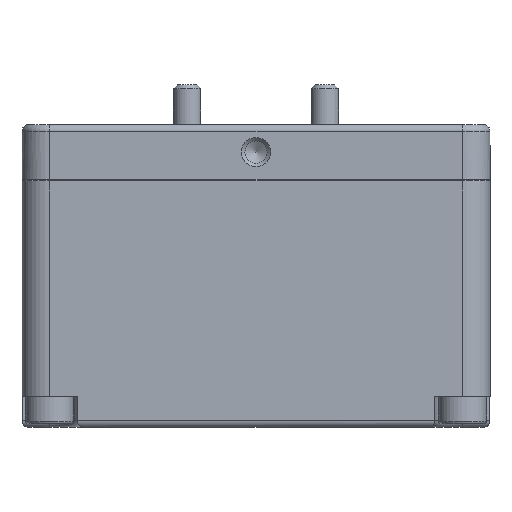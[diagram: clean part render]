
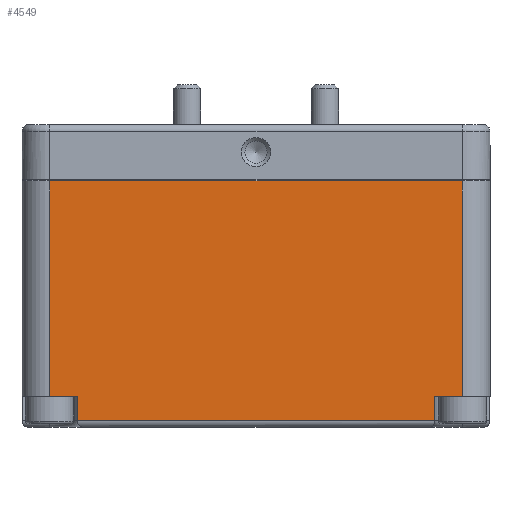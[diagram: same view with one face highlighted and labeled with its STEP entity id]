
A CAD part, left-side view. The second image highlights one B-rep face of the part: STEP entity #4549.
In plain terms, the highlighted planar face has unit normal (-1, 0, 0).
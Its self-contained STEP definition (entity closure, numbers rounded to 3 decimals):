
#337=PLANE('',#5044);
#573=FACE_OUTER_BOUND('',#874,.T.);
#874=EDGE_LOOP('',(#3967,#3968,#3969,#3970,#3971,#3972,#3973,#3974));
#1214=LINE('',#7524,#1594);
#1256=LINE('',#7666,#1636);
#1258=LINE('',#7670,#1638);
#1259=LINE('',#7672,#1639);
#1260=LINE('',#7674,#1640);
#1261=LINE('',#7676,#1641);
#1262=LINE('',#7678,#1642);
#1263=LINE('',#7679,#1643);
#1594=VECTOR('',#6126,10.);
#1636=VECTOR('',#6296,10.);
#1638=VECTOR('',#6300,10.);
#1639=VECTOR('',#6301,10.);
#1640=VECTOR('',#6302,10.);
#1641=VECTOR('',#6303,10.);
#1642=VECTOR('',#6304,10.);
#1643=VECTOR('',#6305,10.);
#2265=VERTEX_POINT('',#7522);
#2266=VERTEX_POINT('',#7523);
#2302=VERTEX_POINT('',#7665);
#2303=VERTEX_POINT('',#7669);
#2304=VERTEX_POINT('',#7671);
#2305=VERTEX_POINT('',#7673);
#2306=VERTEX_POINT('',#7675);
#2307=VERTEX_POINT('',#7677);
#2804=EDGE_CURVE('',#2265,#2266,#1214,.T.);
#2876=EDGE_CURVE('',#2302,#2266,#1256,.T.);
#2878=EDGE_CURVE('',#2265,#2303,#1258,.T.);
#2879=EDGE_CURVE('',#2303,#2304,#1259,.T.);
#2880=EDGE_CURVE('',#2305,#2304,#1260,.T.);
#2881=EDGE_CURVE('',#2306,#2305,#1261,.T.);
#2882=EDGE_CURVE('',#2307,#2306,#1262,.T.);
#2883=EDGE_CURVE('',#2307,#2302,#1263,.T.);
#3967=ORIENTED_EDGE('',*,*,#2804,.F.);
#3968=ORIENTED_EDGE('',*,*,#2878,.T.);
#3969=ORIENTED_EDGE('',*,*,#2879,.T.);
#3970=ORIENTED_EDGE('',*,*,#2880,.F.);
#3971=ORIENTED_EDGE('',*,*,#2881,.F.);
#3972=ORIENTED_EDGE('',*,*,#2882,.F.);
#3973=ORIENTED_EDGE('',*,*,#2883,.T.);
#3974=ORIENTED_EDGE('',*,*,#2876,.T.);
#4549=ADVANCED_FACE('',(#573),#337,.T.);
#5044=AXIS2_PLACEMENT_3D('',#7668,#6298,#6299);
#6126=DIRECTION('',(0.,1.,0.));
#6296=DIRECTION('',(0.,0.,-1.));
#6298=DIRECTION('center_axis',(-1.,0.,0.));
#6299=DIRECTION('ref_axis',(0.,-1.,0.));
#6300=DIRECTION('',(0.,0.,1.));
#6301=DIRECTION('',(0.,-1.,0.));
#6302=DIRECTION('',(0.,0.,-1.));
#6303=DIRECTION('',(0.,-1.,0.));
#6304=DIRECTION('',(0.,0.,1.));
#6305=DIRECTION('',(0.,-1.,0.));
#7522=CARTESIAN_POINT('',(-67.5,-26.,1.));
#7523=CARTESIAN_POINT('',(-67.5,26.,1.));
#7524=CARTESIAN_POINT('',(-67.5,17.,1.));
#7665=CARTESIAN_POINT('',(-67.5,26.,4.5));
#7666=CARTESIAN_POINT('',(-67.5,26.,0.));
#7668=CARTESIAN_POINT('Origin',(-67.5,34.,0.));
#7669=CARTESIAN_POINT('',(-67.5,-26.,4.5));
#7670=CARTESIAN_POINT('',(-67.5,-26.,0.));
#7671=CARTESIAN_POINT('',(-67.5,-30.,4.5));
#7672=CARTESIAN_POINT('',(-67.5,2.,4.5));
#7673=CARTESIAN_POINT('',(-67.5,-30.,35.8));
#7674=CARTESIAN_POINT('',(-67.5,-30.,0.));
#7675=CARTESIAN_POINT('',(-67.5,30.,35.8));
#7676=CARTESIAN_POINT('',(-67.5,17.,35.8));
#7677=CARTESIAN_POINT('',(-67.5,30.,4.5));
#7678=CARTESIAN_POINT('',(-67.5,30.,0.));
#7679=CARTESIAN_POINT('',(-67.5,32.,4.5));
